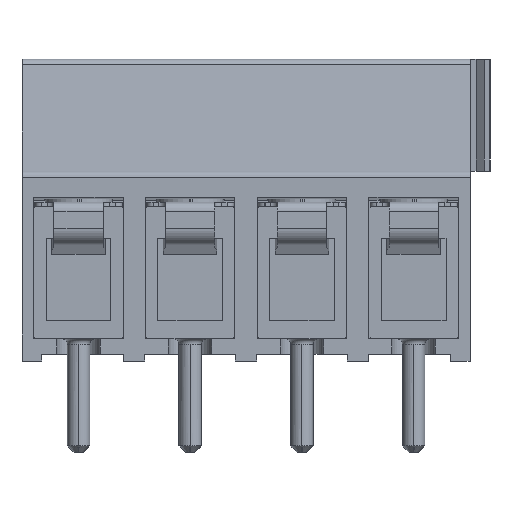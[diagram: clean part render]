
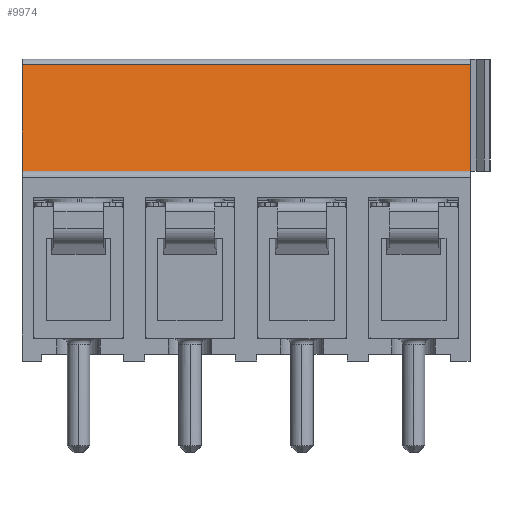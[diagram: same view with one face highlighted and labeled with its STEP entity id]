
A CAD part, front view. The second image highlights one B-rep face of the part: STEP entity #9974.
In plain terms, the highlighted planar face has unit normal (0, -0.985, 0.174).
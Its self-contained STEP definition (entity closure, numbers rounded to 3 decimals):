
#9974=ADVANCED_FACE('',(#20714),#20715,.F.);
#10700=VERTEX_POINT('',#21785);
#10704=VERTEX_POINT('',#21790);
#10706=EDGE_CURVE('',#10700,#10704,#21792,.T.);
#11044=VERTEX_POINT('',#22207);
#11046=EDGE_CURVE('',#11044,#10704,#22209,.T.);
#11948=VERTEX_POINT('',#23111);
#11950=EDGE_CURVE('',#11044,#11948,#23113,.T.);
#11994=EDGE_CURVE('',#11948,#10700,#23157,.F.);
#20714=FACE_OUTER_BOUND('',#35867,.T.);
#20715=PLANE('',#35868);
#21785=CARTESIAN_POINT('',(0.,2.138,13.252));
#21790=CARTESIAN_POINT('',(20.05,2.138,13.252));
#21792=LINE('',#38529,#38530);
#22207=CARTESIAN_POINT('',(20.05,1.3,8.5));
#22209=LINE('',#39663,#39664);
#23111=CARTESIAN_POINT('',(0.0,1.3,8.5));
#23113=LINE('',#41746,#41747);
#23157=LINE('',#41822,#41823);
#35867=EDGE_LOOP('',(#55505,#55506,#55507,#55508));
#35868=AXIS2_PLACEMENT_3D('',#55509,#55510,#55511);
#38529=CARTESIAN_POINT('',(-0.063,2.138,13.252));
#38530=VECTOR('',#58283,1.0);
#39663=CARTESIAN_POINT('',(20.05,1.3,8.5));
#39664=VECTOR('',#58523,1.0);
#41746=CARTESIAN_POINT('',(20.05,1.3,8.5));
#41747=VECTOR('',#58943,1.0);
#41822=CARTESIAN_POINT('',(0.0,1.093,7.328));
#41823=VECTOR('',#58969,1.0);
#55505=ORIENTED_EDGE('',*,*,#11950,.F.);
#55506=ORIENTED_EDGE('',*,*,#11046,.T.);
#55507=ORIENTED_EDGE('',*,*,#10706,.F.);
#55508=ORIENTED_EDGE('',*,*,#11994,.F.);
#55509=CARTESIAN_POINT('',(2.588,2.159,13.371));
#55510=DIRECTION('',(0.,0.985,-0.174));
#55511=DIRECTION('',(0.,0.174,0.985));
#58283=DIRECTION('',(1.0,0.,0.));
#58523=DIRECTION('',(0.,0.174,0.985));
#58943=DIRECTION('',(-1.0,0.,0.));
#58969=DIRECTION('',(-0.0,-0.174,-0.985));
